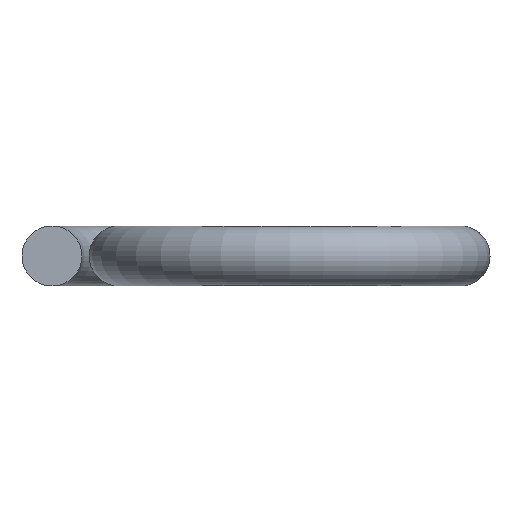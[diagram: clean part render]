
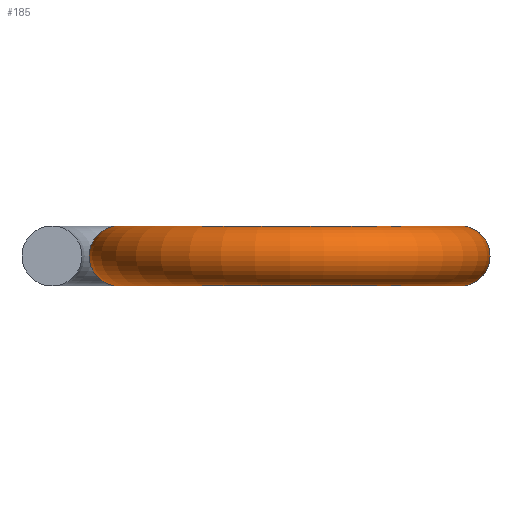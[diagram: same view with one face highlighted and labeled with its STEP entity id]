
A CAD part, front view. The second image highlights one B-rep face of the part: STEP entity #185.
In plain terms, the highlighted toroidal (fillet/blend) face has major radius 5.077 mm and minor radius 0.894 mm.
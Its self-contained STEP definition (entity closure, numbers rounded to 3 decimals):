
#16=TOROIDAL_SURFACE('',#225,5.077,0.894);
#28=FACE_OUTER_BOUND('',#39,.T.);
#39=EDGE_LOOP('',(#157,#158,#159,#160,#161,#162));
#57=CIRCLE('',#203,0.894);
#58=CIRCLE('',#206,0.894);
#62=CIRCLE('',#212,0.894);
#63=CIRCLE('',#213,0.894);
#71=CIRCLE('',#226,4.183);
#74=VERTEX_POINT('',#298);
#75=VERTEX_POINT('',#299);
#87=VERTEX_POINT('',#380);
#88=VERTEX_POINT('',#382);
#92=EDGE_CURVE('',#74,#75,#57,.T.);
#98=EDGE_CURVE('',#75,#74,#58,.T.);
#106=EDGE_CURVE('',#87,#88,#62,.T.);
#107=EDGE_CURVE('',#88,#87,#63,.T.);
#116=EDGE_CURVE('',#88,#75,#71,.T.);
#157=ORIENTED_EDGE('',*,*,#106,.F.);
#158=ORIENTED_EDGE('',*,*,#107,.F.);
#159=ORIENTED_EDGE('',*,*,#116,.T.);
#160=ORIENTED_EDGE('',*,*,#98,.T.);
#161=ORIENTED_EDGE('',*,*,#92,.T.);
#162=ORIENTED_EDGE('',*,*,#116,.F.);
#185=ADVANCED_FACE('',(#28),#16,.T.);
#203=AXIS2_PLACEMENT_3D('',#300,#235,#236);
#206=AXIS2_PLACEMENT_3D('',#334,#242,#243);
#212=AXIS2_PLACEMENT_3D('',#383,#257,#258);
#213=AXIS2_PLACEMENT_3D('',#384,#259,#260);
#225=AXIS2_PLACEMENT_3D('',#400,#284,#285);
#226=AXIS2_PLACEMENT_3D('',#401,#286,#287);
#235=DIRECTION('center_axis',(0.,-1.,0.));
#236=DIRECTION('ref_axis',(-1.,0.,0.));
#242=DIRECTION('center_axis',(0.,-1.,0.));
#243=DIRECTION('ref_axis',(-1.,0.,0.));
#257=DIRECTION('center_axis',(0.,1.,0.));
#258=DIRECTION('ref_axis',(1.,0.,0.));
#259=DIRECTION('center_axis',(0.,1.,0.));
#260=DIRECTION('ref_axis',(1.,0.,0.));
#284=DIRECTION('center_axis',(0.,0.,-1.));
#285=DIRECTION('ref_axis',(-1.,0.,0.));
#286=DIRECTION('center_axis',(0.,0.,1.));
#287=DIRECTION('ref_axis',(-1.,0.,0.));
#298=CARTESIAN_POINT('',(13.048,-20.,0.));
#299=CARTESIAN_POINT('',(11.261,-20.,0.));
#300=CARTESIAN_POINT('Origin',(12.154,-20.,0.));
#334=CARTESIAN_POINT('Origin',(12.154,-20.,0.));
#380=CARTESIAN_POINT('',(1.106,-20.,0.));
#382=CARTESIAN_POINT('',(2.894,-20.,0.));
#383=CARTESIAN_POINT('Origin',(2.,-20.,0.));
#384=CARTESIAN_POINT('Origin',(2.,-20.,0.));
#400=CARTESIAN_POINT('Origin',(7.077,-20.,0.));
#401=CARTESIAN_POINT('Origin',(7.077,-20.,0.));
